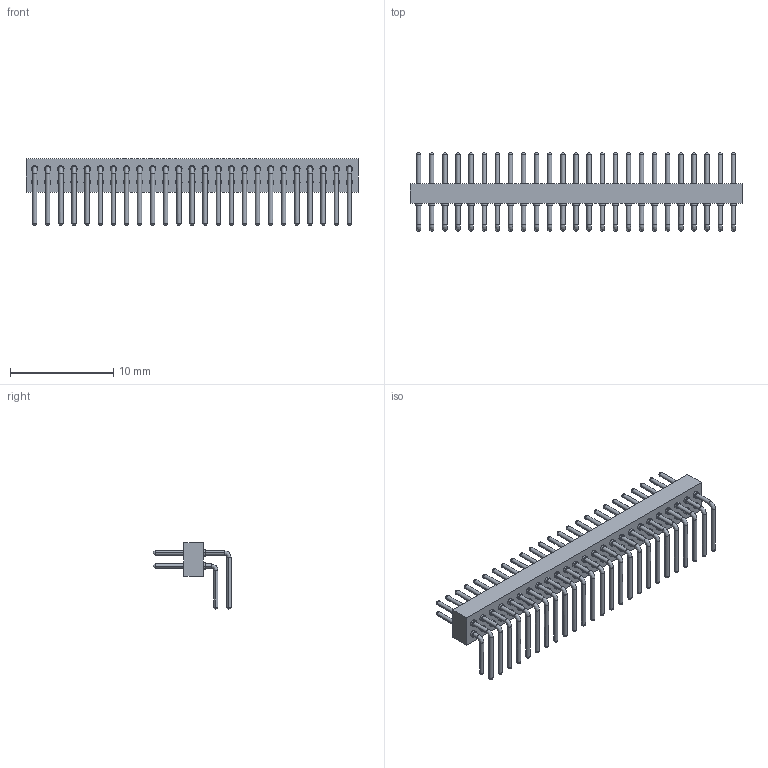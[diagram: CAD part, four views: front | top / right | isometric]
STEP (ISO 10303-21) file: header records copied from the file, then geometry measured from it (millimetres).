
FILE_DESCRIPTION((''),'2;1');
FILE_NAME('PRECI-DIP_852-10-050-20-001.stp','2009-01-15T19:50:33',(''),(''),'Mechanical Desktop 2009','Mechanical Desktop 2009',', , ');
FILE_SCHEMA(('AUTOMOTIVE_DESIGN { 1 2 10303 214 1 1 1 1 }'));
Length unit declared in the file: millimetre
Products named in the file (1): Product
Bounding box: 32.16 x 7.57 x 6.45 mm (x, y, z)
Volume: 261.9 mm3; surface area: 990 mm2
Topology: 101 solids, 101 shells, 756 faces, 1868 edges, 1170 vertices
Faces by surface type: cylinder 400, plane 156, sphere 150, bspline 50
Entity records: 22860 total; most frequent: CARTESIAN_POINT 4891, DIRECTION 4334, ORIENTED_EDGE 3324, AXIS2_PLACEMENT_3D 1959, EDGE_CURVE 1662, CIRCLE 1252, VERTEX_POINT 1158, EDGE_LOOP 806
